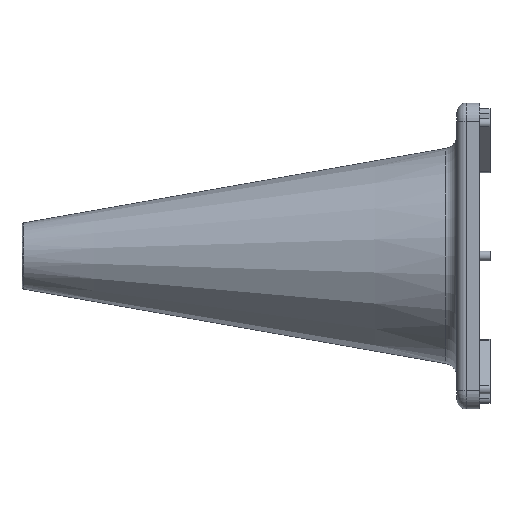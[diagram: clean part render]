
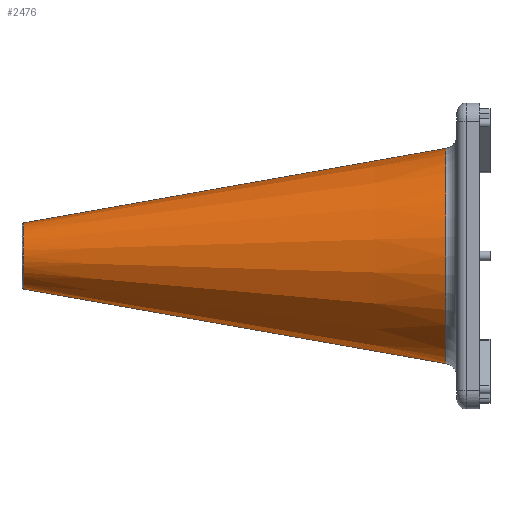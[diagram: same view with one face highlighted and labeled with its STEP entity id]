
A CAD part, left-side view. The second image highlights one B-rep face of the part: STEP entity #2476.
In plain terms, the highlighted conical face has half-angle 10.008 degrees and reference radius 74.811 mm.
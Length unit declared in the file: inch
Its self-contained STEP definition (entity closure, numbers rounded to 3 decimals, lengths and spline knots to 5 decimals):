
#89 = CIRCLE ( 'NONE', #1030, 2.94533 ) ;
#163 = DIRECTION ( 'NONE',  ( 0., 0., -1. ) ) ;
#233 = CARTESIAN_POINT ( 'NONE',  ( 0., 0.93483, -2.94533 ) ) ;
#237 = CARTESIAN_POINT ( 'NONE',  ( 0., 0.93483, 0. ) ) ;
#357 = VERTEX_POINT ( 'NONE', #1678 ) ;
#452 = AXIS2_PLACEMENT_3D ( 'NONE', #1897, #1943, #163 ) ;
#760 = AXIS2_PLACEMENT_3D ( 'NONE', #237, #2477, #2970 ) ;
#961 = CARTESIAN_POINT ( 'NONE',  ( 0., 0.93483, 0. ) ) ;
#1023 = VECTOR ( 'NONE', #1048, 39.37008 ) ;
#1030 = AXIS2_PLACEMENT_3D ( 'NONE', #961, #1393, #2164 ) ;
#1048 = DIRECTION ( 'NONE',  ( 0., -0.985, -0.174 ) ) ;
#1052 = CARTESIAN_POINT ( 'NONE',  ( 0., 0.93483, 2.94533 ) ) ;
#1164 = VERTEX_POINT ( 'NONE', #233 ) ;
#1219 = VECTOR ( 'NONE', #2023, 39.37008 ) ;
#1232 = EDGE_CURVE ( 'NONE', #2194, #1493, #1698, .T. ) ;
#1264 = EDGE_LOOP ( 'NONE', ( #2772, #2895, #1797, #1979 ) ) ;
#1377 = CIRCLE ( 'NONE', #452, 0.90625 ) ;
#1393 = DIRECTION ( 'NONE',  ( 0., -1., 0. ) ) ;
#1493 = VERTEX_POINT ( 'NONE', #3147 ) ;
#1497 = CARTESIAN_POINT ( 'NONE',  ( 0., 0.93483, -2.94533 ) ) ;
#1678 = CARTESIAN_POINT ( 'NONE',  ( 0., 12.48994, -0.90625 ) ) ;
#1698 = LINE ( 'NONE', #1052, #1219 ) ;
#1702 = EDGE_CURVE ( 'NONE', #357, #1164, #1742, .T. ) ;
#1742 = LINE ( 'NONE', #1497, #1023 ) ;
#1797 = ORIENTED_EDGE ( 'NONE', *, *, #1702, .T. ) ;
#1897 = CARTESIAN_POINT ( 'NONE',  ( 0., 12.48994, 0. ) ) ;
#1943 = DIRECTION ( 'NONE',  ( 0., -1., 0. ) ) ;
#1953 = FACE_OUTER_BOUND ( 'NONE', #1264, .T. ) ;
#1968 = EDGE_CURVE ( 'NONE', #2194, #357, #1377, .T. ) ;
#1979 = ORIENTED_EDGE ( 'NONE', *, *, #2382, .F. ) ;
#2023 = DIRECTION ( 'NONE',  ( 0., -0.985, 0.174 ) ) ;
#2139 = CONICAL_SURFACE ( 'NONE', #760, 2.94533, 0.175 ) ;
#2164 = DIRECTION ( 'NONE',  ( 0., 0., -1. ) ) ;
#2194 = VERTEX_POINT ( 'NONE', #2514 ) ;
#2382 = EDGE_CURVE ( 'NONE', #1493, #1164, #89, .T. ) ;
#2476 = ADVANCED_FACE ( 'NONE', ( #1953 ), #2139, .T. ) ;
#2477 = DIRECTION ( 'NONE',  ( 0., -1., 0. ) ) ;
#2514 = CARTESIAN_POINT ( 'NONE',  ( 0., 12.48994, 0.90625 ) ) ;
#2772 = ORIENTED_EDGE ( 'NONE', *, *, #1232, .F. ) ;
#2895 = ORIENTED_EDGE ( 'NONE', *, *, #1968, .T. ) ;
#2970 = DIRECTION ( 'NONE',  ( 0., 0., -1. ) ) ;
#3147 = CARTESIAN_POINT ( 'NONE',  ( 0., 0.93483, 2.94533 ) ) ;
